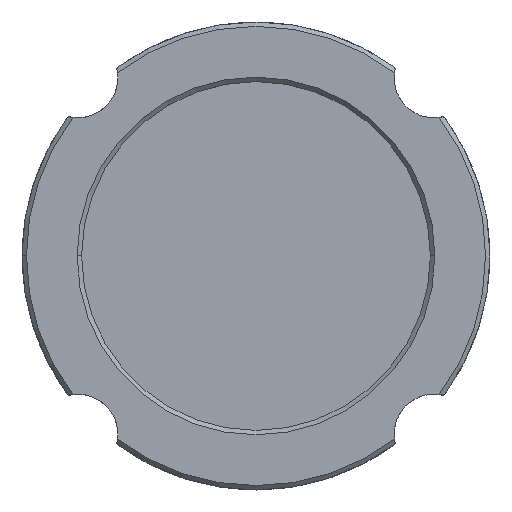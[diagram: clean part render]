
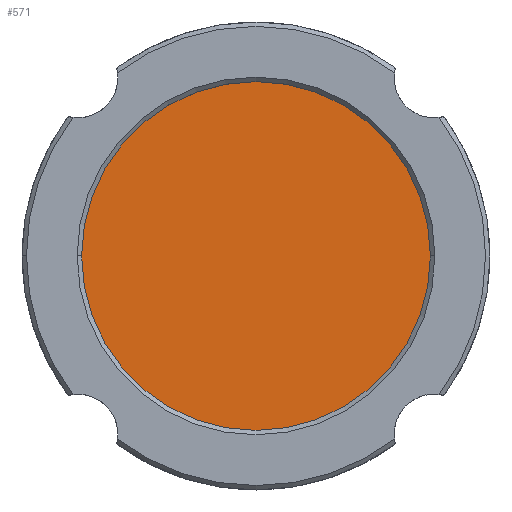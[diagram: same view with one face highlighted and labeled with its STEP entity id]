
A CAD part, top view. The second image highlights one B-rep face of the part: STEP entity #571.
In plain terms, the highlighted planar face has unit normal (0, 0, 1).
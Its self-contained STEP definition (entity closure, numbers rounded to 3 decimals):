
#324 = EDGE_CURVE ( 'NONE', #397, #399, #1445, .T. ) ;
#397 = VERTEX_POINT ( 'NONE', #1621 ) ;
#398 = EDGE_CURVE ( 'NONE', #399, #397, #1620, .T. ) ;
#399 = VERTEX_POINT ( 'NONE', #1615 ) ;
#550 = ORIENTED_EDGE ( 'NONE', *, *, #324, .F. ) ;
#566 = ORIENTED_EDGE ( 'NONE', *, *, #398, .F. ) ;
#571 = ADVANCED_FACE ( 'NONE', ( #1916 ), #1915, .F. ) ;
#572 = EDGE_LOOP ( 'NONE', ( #566, #550 ) ) ;
#1442 = DIRECTION ( 'NONE',  ( -1., 0., 0. ) ) ;
#1443 = DIRECTION ( 'NONE',  ( 0., 0., -1. ) ) ;
#1444 = AXIS2_PLACEMENT_3D ( 'NONE', #1451, #1443, #1442 ) ;
#1445 = CIRCLE ( 'NONE', #1444, 39.5 ) ;
#1451 = CARTESIAN_POINT ( 'NONE',  ( 0., 0., -8.8 ) ) ;
#1615 = CARTESIAN_POINT ( 'NONE',  ( 39.5, 0., -8.8 ) ) ;
#1616 = DIRECTION ( 'NONE',  ( -1., 0., 0. ) ) ;
#1617 = DIRECTION ( 'NONE',  ( 0., 0., -1. ) ) ;
#1618 = CARTESIAN_POINT ( 'NONE',  ( 0., 0., -8.8 ) ) ;
#1619 = AXIS2_PLACEMENT_3D ( 'NONE', #1618, #1617, #1616 ) ;
#1620 = CIRCLE ( 'NONE', #1619, 39.5 ) ;
#1621 = CARTESIAN_POINT ( 'NONE',  ( -39.5, 0., -8.8 ) ) ;
#1910 = DIRECTION ( 'NONE',  ( -0.866, 0.5, 0. ) ) ;
#1911 = DIRECTION ( 'NONE',  ( 0., 0., -1. ) ) ;
#1912 = CARTESIAN_POINT ( 'NONE',  ( 2.616, -44.92, -8.8 ) ) ;
#1914 = AXIS2_PLACEMENT_3D ( 'NONE', #1912, #1911, #1910 ) ;
#1915 = PLANE ( 'NONE',  #1914 ) ;
#1916 = FACE_OUTER_BOUND ( 'NONE', #572, .T. ) ;
